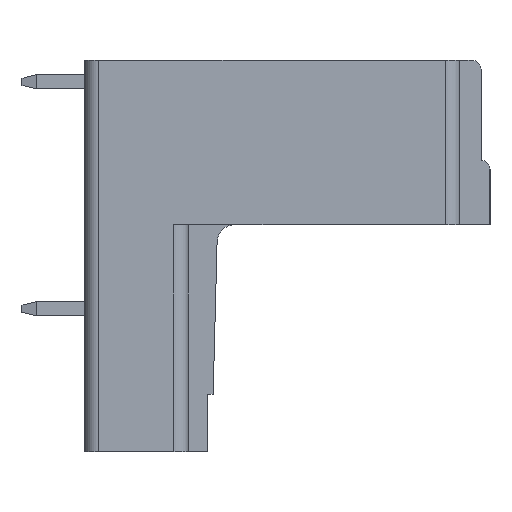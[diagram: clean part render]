
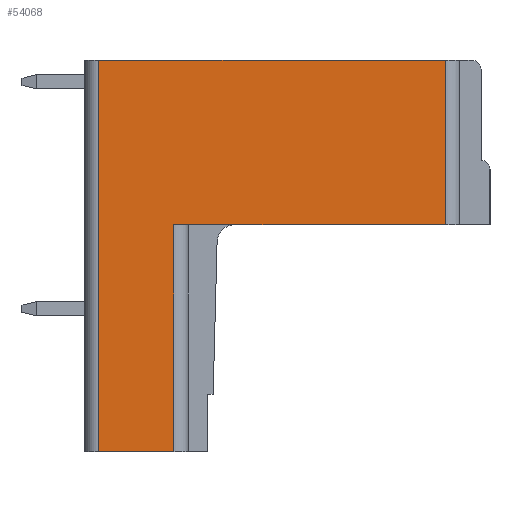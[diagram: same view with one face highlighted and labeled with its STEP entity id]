
A CAD part, left-side view. The second image highlights one B-rep face of the part: STEP entity #54068.
In plain terms, the highlighted planar face has unit normal (-1, 0, 0).
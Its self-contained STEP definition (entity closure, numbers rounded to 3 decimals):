
#1220=DIRECTION('',(0.,-1.,0.));
#1221=VECTOR('',#1220,15.2);
#1222=CARTESIAN_POINT('',(-61.9,6.4,0.));
#1223=LINE('',#1222,#1221);
#13056=DIRECTION('',(0.,0.,1.));
#13057=VECTOR('',#13056,12.7);
#13058=CARTESIAN_POINT('',(-61.9,6.4,-12.7));
#13059=LINE('',#13058,#13057);
#13060=DIRECTION('',(0.,1.,0.));
#13061=VECTOR('',#13060,4.2);
#13062=CARTESIAN_POINT('',(-61.9,6.4,-12.7));
#13063=LINE('',#13062,#13061);
#13064=DIRECTION('',(0.,0.,1.));
#13065=VECTOR('',#13064,21.9);
#13066=CARTESIAN_POINT('',(-61.9,10.6,-12.7));
#13067=LINE('',#13066,#13065);
#13068=DIRECTION('',(0.,-1.,0.));
#13069=VECTOR('',#13068,19.4);
#13070=CARTESIAN_POINT('',(-61.9,10.6,9.2));
#13071=LINE('',#13070,#13069);
#15714=DIRECTION('',(0.,0.,1.));
#15715=VECTOR('',#15714,9.2);
#15716=CARTESIAN_POINT('',(-61.9,-8.8,0.));
#15717=LINE('',#15716,#15715);
#36295=CARTESIAN_POINT('',(-61.9,10.6,-12.7));
#36297=VERTEX_POINT('',#36295);
#36307=CARTESIAN_POINT('',(-61.9,10.6,9.2));
#36309=VERTEX_POINT('',#36307);
#36310=CARTESIAN_POINT('',(-61.9,-8.8,9.2));
#36312=VERTEX_POINT('',#36310);
#36334=CARTESIAN_POINT('',(-61.9,-8.8,0.));
#36336=VERTEX_POINT('',#36334);
#36349=CARTESIAN_POINT('',(-61.9,6.4,0.));
#36351=VERTEX_POINT('',#36349);
#36352=CARTESIAN_POINT('',(-61.9,6.4,-12.7));
#36354=VERTEX_POINT('',#36352);
#54053=CARTESIAN_POINT('',(-61.9,10.6,-12.7));
#54054=DIRECTION('',(1.,0.,0.));
#54055=DIRECTION('',(0.,-1.,0.));
#54056=AXIS2_PLACEMENT_3D('',#54053,#54054,#54055);
#54057=PLANE('',#54056);
#54058=ORIENTED_EDGE('',*,*,#36986,.F.);
#54059=ORIENTED_EDGE('',*,*,#54048,.F.);
#54060=ORIENTED_EDGE('',*,*,#36383,.T.);
#54062=ORIENTED_EDGE('',*,*,#54061,.T.);
#54063=ORIENTED_EDGE('',*,*,#36919,.T.);
#54065=ORIENTED_EDGE('',*,*,#54064,.F.);
#54066=EDGE_LOOP('',(#54058,#54059,#54060,#54062,#54063,#54065));
#54067=FACE_OUTER_BOUND('',#54066,.F.);
#54068=ADVANCED_FACE('',(#54067),#54057,.F.);
#36383=EDGE_CURVE('',#36354,#36297,#13063,.T.);
#36919=EDGE_CURVE('',#36309,#36312,#13071,.T.);
#36986=EDGE_CURVE('',#36351,#36336,#1223,.T.);
#54048=EDGE_CURVE('',#36354,#36351,#13059,.T.);
#54061=EDGE_CURVE('',#36297,#36309,#13067,.T.);
#54064=EDGE_CURVE('',#36336,#36312,#15717,.T.);
